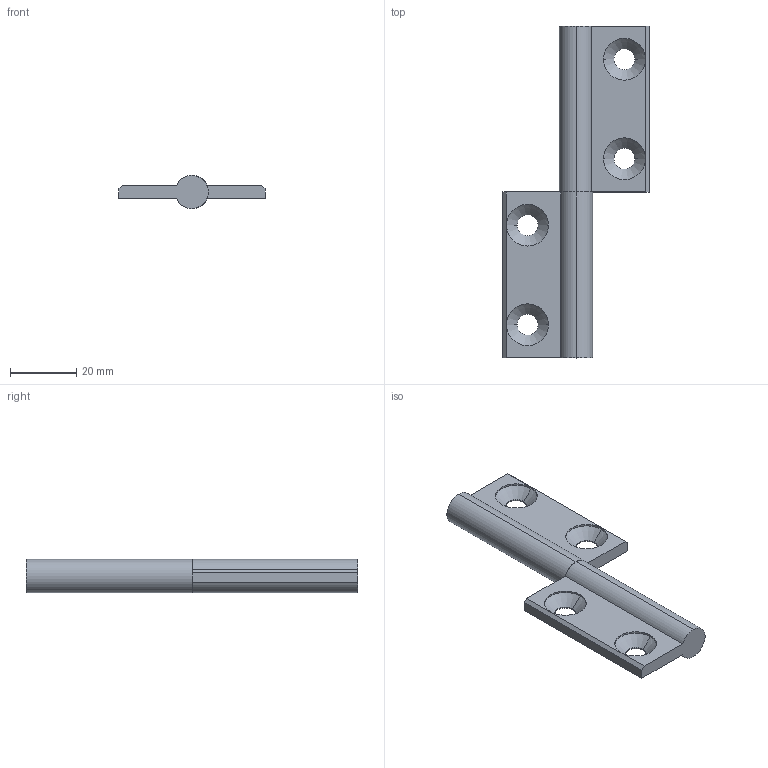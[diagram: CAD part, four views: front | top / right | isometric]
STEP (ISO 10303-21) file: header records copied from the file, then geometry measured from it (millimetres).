
FILE_DESCRIPTION (( 'STEP AP203' ), '1' );
FILE_NAME ('ALF-L2020-S.step', '2024-08-14T12:35:51', ( '' ), ( '' ), 'SwSTEP 2.0', 'SolidWorks 2022', '' );
FILE_SCHEMA (( 'CONFIG_CONTROL_DESIGN' ));
Length unit declared in the file: millimetre
Products named in the file (1): ALF-L2020-S
Bounding box: 44 x 100 x 10 mm (x, y, z)
Volume: 13449.2 mm3; surface area: 7153.8 mm2
Topology: 2 solids, 2 shells, 42 faces, 98 edges, 60 vertices
Faces by surface type: cylinder 22, plane 12, cone 8
Entity records: 1289 total; most frequent: DIRECTION 228, CARTESIAN_POINT 201, ORIENTED_EDGE 196, EDGE_CURVE 98, AXIS2_PLACEMENT_3D 87, VERTEX_POINT 60, LINE 54, VECTOR 54
